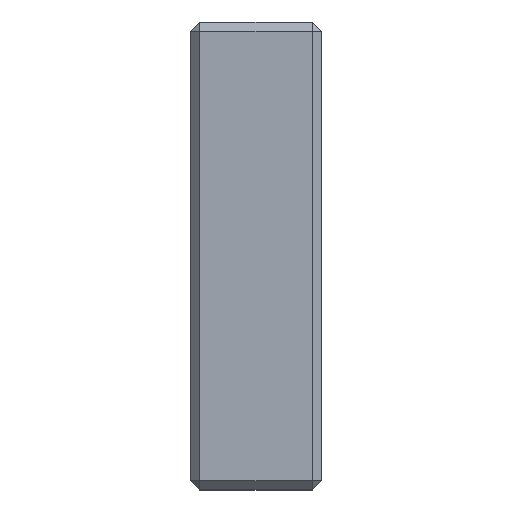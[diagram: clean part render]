
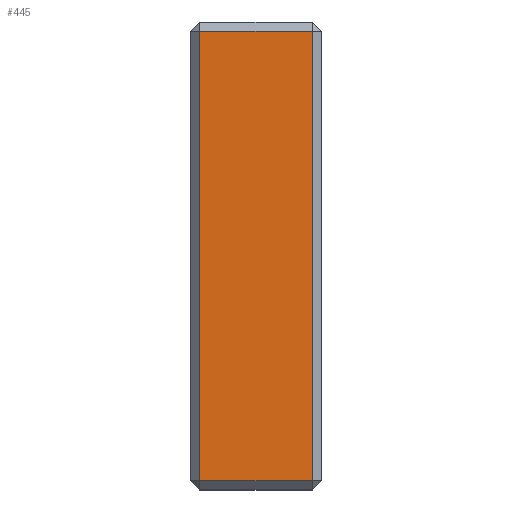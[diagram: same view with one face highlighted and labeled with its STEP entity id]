
A CAD part, left-side view. The second image highlights one B-rep face of the part: STEP entity #445.
In plain terms, the highlighted planar face has unit normal (-1, 0, 0).
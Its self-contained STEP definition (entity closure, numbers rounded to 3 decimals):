
#14 = EDGE_CURVE ( 'NONE', #2191, #90, #1752, .T. ) ;
#26 = DIRECTION ( 'NONE',  ( 1., 0., 0. ) ) ;
#90 = VERTEX_POINT ( 'NONE', #220 ) ;
#130 = VERTEX_POINT ( 'NONE', #1801 ) ;
#167 = VECTOR ( 'NONE', #2087, 1000. ) ;
#220 = CARTESIAN_POINT ( 'NONE',  ( -212.5, -12., -48. ) ) ;
#227 = FACE_OUTER_BOUND ( 'NONE', #1575, .T. ) ;
#426 = EDGE_CURVE ( 'NONE', #619, #130, #690, .T. ) ;
#435 = ORIENTED_EDGE ( 'NONE', *, *, #1455, .T. ) ;
#445 = ADVANCED_FACE ( 'NONE', ( #227 ), #458, .F. ) ;
#458 = PLANE ( 'NONE',  #1170 ) ;
#475 = VECTOR ( 'NONE', #1026, 1000. ) ;
#479 = ORIENTED_EDGE ( 'NONE', *, *, #426, .T. ) ;
#619 = VERTEX_POINT ( 'NONE', #1724 ) ;
#690 = LINE ( 'NONE', #817, #167 ) ;
#817 = CARTESIAN_POINT ( 'NONE',  ( -212.5, 14., 48. ) ) ;
#876 = VECTOR ( 'NONE', #1692, 1000. ) ;
#893 = CARTESIAN_POINT ( 'NONE',  ( -212.5, 12., -48. ) ) ;
#922 = ORIENTED_EDGE ( 'NONE', *, *, #14, .T. ) ;
#929 = EDGE_CURVE ( 'NONE', #90, #619, #1367, .T. ) ;
#1026 = DIRECTION ( 'NONE',  ( 0., -1., 0. ) ) ;
#1038 = LINE ( 'NONE', #2258, #1382 ) ;
#1125 = ORIENTED_EDGE ( 'NONE', *, *, #929, .T. ) ;
#1170 = AXIS2_PLACEMENT_3D ( 'NONE', #2209, #26, #1762 ) ;
#1367 = LINE ( 'NONE', #1493, #876 ) ;
#1382 = VECTOR ( 'NONE', #1439, 1000. ) ;
#1439 = DIRECTION ( 'NONE',  ( 0., 0., -1. ) ) ;
#1455 = EDGE_CURVE ( 'NONE', #130, #2191, #1038, .T. ) ;
#1493 = CARTESIAN_POINT ( 'NONE',  ( -212.5, -12., 50. ) ) ;
#1575 = EDGE_LOOP ( 'NONE', ( #435, #922, #1125, #479 ) ) ;
#1692 = DIRECTION ( 'NONE',  ( 0., 0., 1. ) ) ;
#1724 = CARTESIAN_POINT ( 'NONE',  ( -212.5, -12., 48. ) ) ;
#1752 = LINE ( 'NONE', #1834, #475 ) ;
#1762 = DIRECTION ( 'NONE',  ( 0., 0., -1. ) ) ;
#1801 = CARTESIAN_POINT ( 'NONE',  ( -212.5, 12., 48. ) ) ;
#1834 = CARTESIAN_POINT ( 'NONE',  ( -212.5, 14., -48. ) ) ;
#2087 = DIRECTION ( 'NONE',  ( 0., 1., 0. ) ) ;
#2191 = VERTEX_POINT ( 'NONE', #893 ) ;
#2209 = CARTESIAN_POINT ( 'NONE',  ( -212.5, 14., 50. ) ) ;
#2258 = CARTESIAN_POINT ( 'NONE',  ( -212.5, 12., -50. ) ) ;
